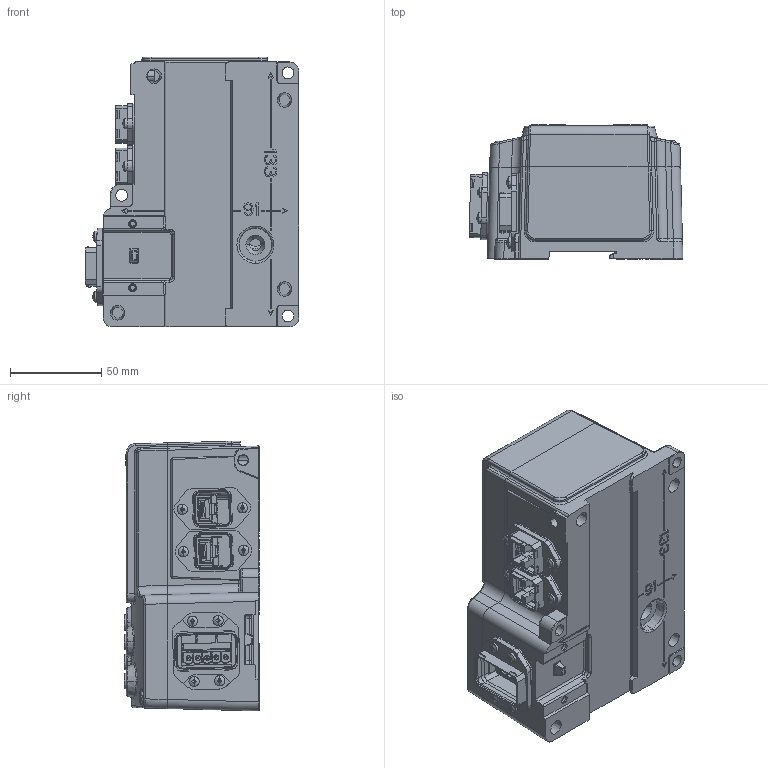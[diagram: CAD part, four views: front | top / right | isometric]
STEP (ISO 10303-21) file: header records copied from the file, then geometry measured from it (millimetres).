
FILE_DESCRIPTION((''),'2;1');
FILE_NAME('HAUPT_6_ASM','2011-11-18T',('dhelisch'),(''),'PRO/ENGINEER BY PARAMETRIC TECHNOLOGY CORPORATION, 2007250','PRO/ENGINEER BY PARAMETRIC TECHNOLOGY CORPORATION, 2007250','');
FILE_SCHEMA(('CONFIG_CONTROL_DESIGN'));
Length unit declared in the file: millimetre
Products named in the file (23): MANIFOLD_SOLID_BREP_42981_1_AF1; DM_04C0F4_1____; DM_04C0F4_ASM_1_____ASM; 04C0F4A_____ASM; SCHRAUBE_ISO_1580-M4X10-4_8____; PRT0002____; PRT0003____; PRT0004____; FIELDBUS_KLEIN___; SPANNUNGSBUCHSE; PRT0001; PRT0002; 955406880; PRT0004; PRT0005; PRT0006; PRT0007; PRT0008; PRT0009; PRT0010; PRT0011; PRT0012; HAUPT_6_ASM
Assembly tree (25 placements, depth 4):
  HAUPT_6_ASM
    MANIFOLD_SOLID_BREP_42981_1_AF1
    04C0F4A_____ASM
      DM_04C0F4_ASM_1_____ASM
        DM_04C0F4_1____
    SCHRAUBE_ISO_1580-M4X10-4_8____
    PRT0002____
    PRT0003____
    PRT0004____
    FIELDBUS_KLEIN___  x4
    SPANNUNGSBUCHSE
    PRT0001
    PRT0002
    955406880
    PRT0004
    PRT0005
    PRT0006
    PRT0007
    PRT0008
    PRT0009
    PRT0010
    PRT0011
    PRT0012
Bounding box: 117 x 74 x 147.71 mm (x, y, z)
Volume: 341751.6 mm3; surface area: 163387.7 mm2
Topology: 23 solids, 49 shells, 5051 faces, 13585 edges, 8679 vertices
Faces by surface type: plane 2824, cylinder 1245, cone 437, torus 277, bspline 165, sphere 53, extrusion 50
Entity records: 196414 total; most frequent: CARTESIAN_POINT 45819, ORIENTED_EDGE 26646, DIRECTION 25122, EDGE_CURVE 13407, VECTOR 8648, VERTEX_POINT 8601, LINE 8598, AXIS2_PLACEMENT_3D 8237
